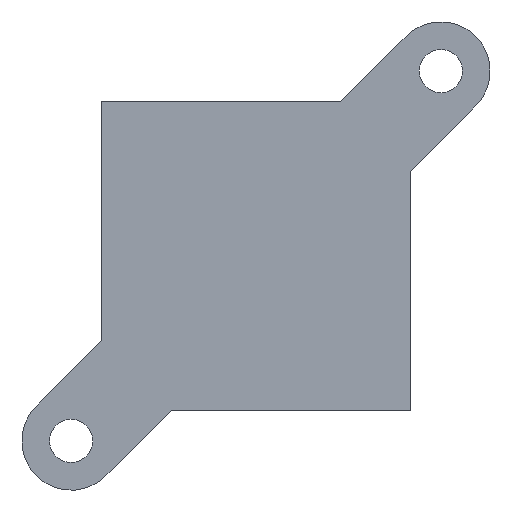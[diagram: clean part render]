
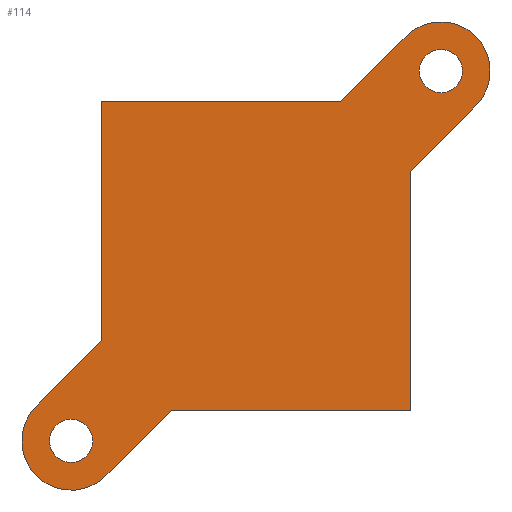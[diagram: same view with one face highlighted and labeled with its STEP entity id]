
A CAD part, front view. The second image highlights one B-rep face of the part: STEP entity #114.
In plain terms, the highlighted planar face has unit normal (0, -1, 0).
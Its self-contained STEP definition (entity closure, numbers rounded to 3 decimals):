
#55 = VECTOR ( 'NONE', #237, 1000. ) ;
#57 = LINE ( 'NONE', #225, #55 ) ;
#62 = VECTOR ( 'NONE', #210, 1000. ) ;
#63 = VERTEX_POINT ( 'NONE', #600 ) ;
#66 = CIRCLE ( 'NONE', #512, 4. ) ;
#68 = VECTOR ( 'NONE', #232, 1000. ) ;
#70 = CIRCLE ( 'NONE', #514, 4. ) ;
#71 = VECTOR ( 'NONE', #215, 1000. ) ;
#72 = LINE ( 'NONE', #228, #68 ) ;
#75 = LINE ( 'NONE', #235, #62 ) ;
#76 = VECTOR ( 'NONE', #221, 1000. ) ;
#78 = VECTOR ( 'NONE', #233, 1000. ) ;
#79 = LINE ( 'NONE', #234, #76 ) ;
#80 = VECTOR ( 'NONE', #231, 1000. ) ;
#81 = LINE ( 'NONE', #247, #71 ) ;
#89 = LINE ( 'NONE', #218, #80 ) ;
#90 = LINE ( 'NONE', #243, #78 ) ;
#114 = ADVANCED_FACE ( 'NONE', ( #283, #201, #282 ), #575, .F. ) ;
#175 = VERTEX_POINT ( 'NONE', #601 ) ;
#182 = VECTOR ( 'NONE', #602, 1000. ) ;
#184 = CIRCLE ( 'NONE', #505, 1.75 ) ;
#186 = LINE ( 'NONE', #268, #182 ) ;
#188 = CIRCLE ( 'NONE', #506, 1.75 ) ;
#199 = VERTEX_POINT ( 'NONE', #454 ) ;
#200 = VERTEX_POINT ( 'NONE', #453 ) ;
#201 = FACE_BOUND ( 'NONE', #294, .T. ) ;
#202 = VERTEX_POINT ( 'NONE', #425 ) ;
#205 = VERTEX_POINT ( 'NONE', #436 ) ;
#206 = VERTEX_POINT ( 'NONE', #429 ) ;
#207 = VERTEX_POINT ( 'NONE', #457 ) ;
#210 = DIRECTION ( 'NONE',  ( -0.707, 0., -0.707 ) ) ;
#211 = DIRECTION ( 'NONE',  ( 0., 0., -1. ) ) ;
#215 = DIRECTION ( 'NONE',  ( 1., 0., 0. ) ) ;
#217 = DIRECTION ( 'NONE',  ( 0., -1., 0. ) ) ;
#218 = CARTESIAN_POINT ( 'NONE',  ( -12.172, 0., -17.828 ) ) ;
#221 = DIRECTION ( 'NONE',  ( 0.707, 0., 0.707 ) ) ;
#225 = CARTESIAN_POINT ( 'NONE',  ( -12.5, 0., 12.5 ) ) ;
#227 = DIRECTION ( 'NONE',  ( 0., 0., -1. ) ) ;
#228 = CARTESIAN_POINT ( 'NONE',  ( -12.5, 0., 12.5 ) ) ;
#230 = CARTESIAN_POINT ( 'NONE',  ( -15., 0., -15. ) ) ;
#231 = DIRECTION ( 'NONE',  ( 0.707, 0., 0.707 ) ) ;
#232 = DIRECTION ( 'NONE',  ( 1., 0., 0. ) ) ;
#233 = DIRECTION ( 'NONE',  ( 0., 0., -1. ) ) ;
#234 = CARTESIAN_POINT ( 'NONE',  ( -12.172, 0., -17.828 ) ) ;
#235 = CARTESIAN_POINT ( 'NONE',  ( 12.172, 0., 17.828 ) ) ;
#236 = CARTESIAN_POINT ( 'NONE',  ( 17.828, 0., 12.172 ) ) ;
#237 = DIRECTION ( 'NONE',  ( 0., 0., -1. ) ) ;
#239 = DIRECTION ( 'NONE',  ( 0., -1., 0. ) ) ;
#243 = CARTESIAN_POINT ( 'NONE',  ( 12.5, 0., 12.5 ) ) ;
#245 = CARTESIAN_POINT ( 'NONE',  ( 15., 0., 15. ) ) ;
#247 = CARTESIAN_POINT ( 'NONE',  ( -12.5, 0., -12.5 ) ) ;
#256 = DIRECTION ( 'NONE',  ( 0., 0., 1. ) ) ;
#257 = DIRECTION ( 'NONE',  ( 0., 1., 0. ) ) ;
#268 = CARTESIAN_POINT ( 'NONE',  ( 12.172, 0., 17.828 ) ) ;
#273 = CARTESIAN_POINT ( 'NONE',  ( 15., 0., 15. ) ) ;
#282 = FACE_OUTER_BOUND ( 'NONE', #295, .T. ) ;
#283 = FACE_BOUND ( 'NONE', #312, .T. ) ;
#294 = EDGE_LOOP ( 'NONE', ( #319 ) ) ;
#295 = EDGE_LOOP ( 'NONE', ( #320, #321, #322, #323, #325, #326, #327, #328, #329, #330 ) ) ;
#312 = EDGE_LOOP ( 'NONE', ( #318 ) ) ;
#318 = ORIENTED_EDGE ( 'NONE', *, *, #567, .T. ) ;
#319 = ORIENTED_EDGE ( 'NONE', *, *, #568, .T. ) ;
#320 = ORIENTED_EDGE ( 'NONE', *, *, #547, .T. ) ;
#321 = ORIENTED_EDGE ( 'NONE', *, *, #569, .T. ) ;
#322 = ORIENTED_EDGE ( 'NONE', *, *, #541, .T. ) ;
#323 = ORIENTED_EDGE ( 'NONE', *, *, #531, .T. ) ;
#325 = ORIENTED_EDGE ( 'NONE', *, *, #535, .T. ) ;
#326 = ORIENTED_EDGE ( 'NONE', *, *, #532, .F. ) ;
#327 = ORIENTED_EDGE ( 'NONE', *, *, #533, .T. ) ;
#328 = ORIENTED_EDGE ( 'NONE', *, *, #537, .T. ) ;
#329 = ORIENTED_EDGE ( 'NONE', *, *, #539, .T. ) ;
#330 = ORIENTED_EDGE ( 'NONE', *, *, #536, .F. ) ;
#358 = VERTEX_POINT ( 'NONE', #471 ) ;
#384 = VERTEX_POINT ( 'NONE', #450 ) ;
#394 = VERTEX_POINT ( 'NONE', #236 ) ;
#397 = VERTEX_POINT ( 'NONE', #449 ) ;
#425 = CARTESIAN_POINT ( 'NONE',  ( 12.5, 0., 6.843 ) ) ;
#429 = CARTESIAN_POINT ( 'NONE',  ( -17.828, 0., -12.172 ) ) ;
#436 = CARTESIAN_POINT ( 'NONE',  ( -12.5, 0., 12.5 ) ) ;
#449 = CARTESIAN_POINT ( 'NONE',  ( 12.5, 0., -12.5 ) ) ;
#450 = CARTESIAN_POINT ( 'NONE',  ( 6.843, 0., 12.5 ) ) ;
#453 = CARTESIAN_POINT ( 'NONE',  ( -6.843, 0., -12.5 ) ) ;
#454 = CARTESIAN_POINT ( 'NONE',  ( -12.5, 0., -6.843 ) ) ;
#457 = CARTESIAN_POINT ( 'NONE',  ( -12.172, 0., -17.828 ) ) ;
#471 = CARTESIAN_POINT ( 'NONE',  ( 12.172, 0., 17.828 ) ) ;
#505 = AXIS2_PLACEMENT_3D ( 'NONE', #613, #612, #611 ) ;
#506 = AXIS2_PLACEMENT_3D ( 'NONE', #273, #257, #256 ) ;
#512 = AXIS2_PLACEMENT_3D ( 'NONE', #230, #239, #227 ) ;
#514 = AXIS2_PLACEMENT_3D ( 'NONE', #245, #217, #211 ) ;
#531 = EDGE_CURVE ( 'NONE', #207, #200, #89, .T. ) ;
#532 = EDGE_CURVE ( 'NONE', #202, #397, #90, .T. ) ;
#533 = EDGE_CURVE ( 'NONE', #202, #394, #79, .T. ) ;
#535 = EDGE_CURVE ( 'NONE', #200, #397, #81, .T. ) ;
#536 = EDGE_CURVE ( 'NONE', #205, #384, #72, .T. ) ;
#537 = EDGE_CURVE ( 'NONE', #394, #358, #70, .T. ) ;
#539 = EDGE_CURVE ( 'NONE', #358, #384, #75, .T. ) ;
#541 = EDGE_CURVE ( 'NONE', #206, #207, #66, .T. ) ;
#545 = AXIS2_PLACEMENT_3D ( 'NONE', #577, #576, #579 ) ;
#547 = EDGE_CURVE ( 'NONE', #205, #199, #57, .T. ) ;
#567 = EDGE_CURVE ( 'NONE', #175, #175, #188, .T. ) ;
#568 = EDGE_CURVE ( 'NONE', #63, #63, #184, .T. ) ;
#569 = EDGE_CURVE ( 'NONE', #199, #206, #186, .T. ) ;
#575 = PLANE ( 'NONE',  #545 ) ;
#576 = DIRECTION ( 'NONE',  ( 0., 1., 0. ) ) ;
#577 = CARTESIAN_POINT ( 'NONE',  ( -12.5, 0., 12.5 ) ) ;
#579 = DIRECTION ( 'NONE',  ( 0., 0., 1. ) ) ;
#600 = CARTESIAN_POINT ( 'NONE',  ( -15., 0., -13.25 ) ) ;
#601 = CARTESIAN_POINT ( 'NONE',  ( 15., 0., 16.75 ) ) ;
#602 = DIRECTION ( 'NONE',  ( -0.707, 0., -0.707 ) ) ;
#611 = DIRECTION ( 'NONE',  ( 0., 0., 1. ) ) ;
#612 = DIRECTION ( 'NONE',  ( 0., 1., 0. ) ) ;
#613 = CARTESIAN_POINT ( 'NONE',  ( -15., 0., -15. ) ) ;
